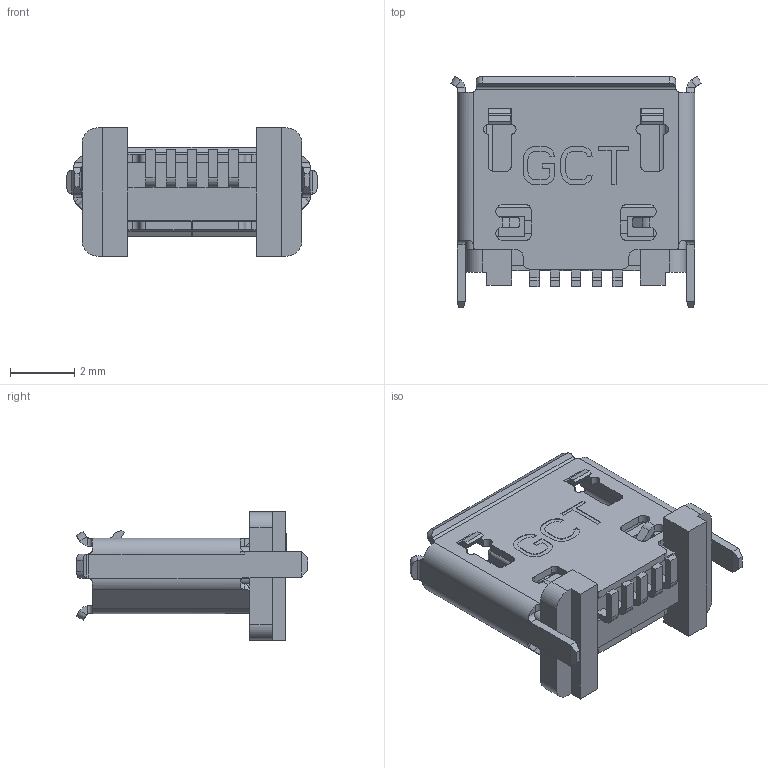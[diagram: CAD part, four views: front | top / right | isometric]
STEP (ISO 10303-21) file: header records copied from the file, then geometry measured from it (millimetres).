
FILE_DESCRIPTION(/* description */ ('STEP AP214'),/* implementation_level */ '2;1');
FILE_NAME(/* name */ 'USB3140-30-0070-1-C',/* time_stamp */ '2023-12-20T16:29:57+01:00',/* author */ ('License CC BY-ND 4.0'),/* organization */ ('CADENAS'),/* preprocessor_version */ 'ST-DEVELOPER v19.3',/* originating_system */ 'PARTsolutions',/* authorisation */ ' ');
FILE_SCHEMA (('AUTOMOTIVE_DESIGN {1 0 10303 214 3 1 1}'));
Length unit declared in the file: millimetre
Products named in the file (2): USB3140-30-0070-1-C; USB3140-30-0070-1-C_PART1
Assembly tree (1 placements, depth 2):
  USB3140-30-0070-1-C
    USB3140-30-0070-1-C_PART1
Bounding box: 7.8 x 7.2 x 4 mm (x, y, z)
Volume: 56.1 mm3; surface area: 338.1 mm2
Topology: 1 solids, 11 shells, 801 faces, 2209 edges, 1434 vertices
Faces by surface type: plane 577, cylinder 186, bspline 30, cone 8
Entity records: 31591 total; most frequent: CARTESIAN_POINT 5518, ORIENTED_EDGE 4410, DIRECTION 4023, EDGE_CURVE 2205, LINE 1731, VECTOR 1731, VERTEX_POINT 1434, AXIS2_PLACEMENT_3D 1146
